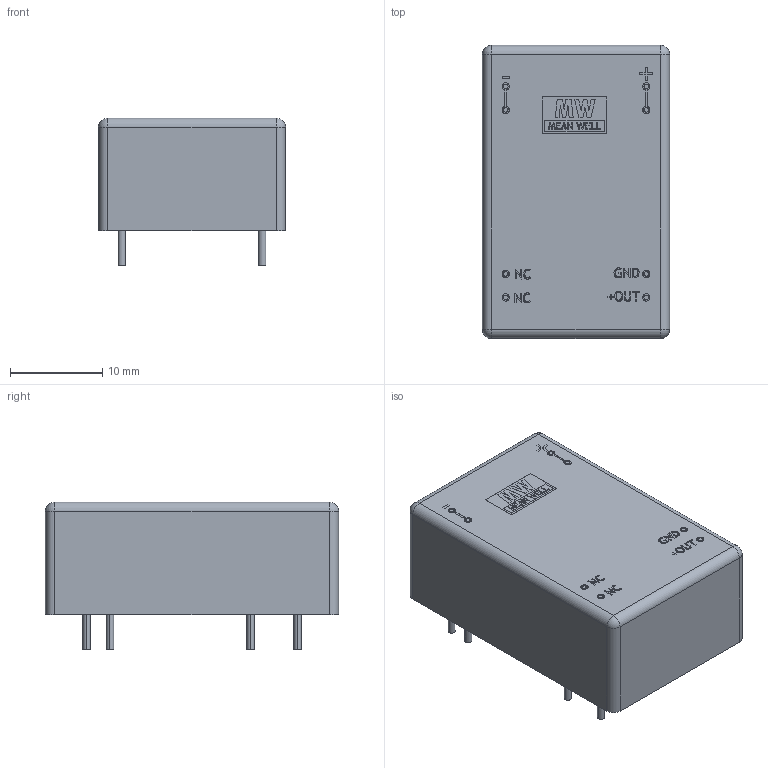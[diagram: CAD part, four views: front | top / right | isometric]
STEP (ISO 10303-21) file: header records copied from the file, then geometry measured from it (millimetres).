
FILE_DESCRIPTION (( 'STEP AP214' ), '1' );
FILE_NAME ('SCWN.STEP', '2019-07-04T14:17:27', ( '' ), ( '' ), 'SwSTEP 2.0', 'SolidWorks 2018', '' );
FILE_SCHEMA (( 'AUTOMOTIVE_DESIGN' ));
Length unit declared in the file: millimetre
Products named in the file (1): SCWN
Bounding box: 20.3 x 31.8 x 16.02 mm (x, y, z)
Volume: 7859 mm3; surface area: 2573.8 mm2
Topology: 1 solids, 1 shells, 373 faces, 955 edges, 630 vertices
Faces by surface type: plane 262, cylinder 60, bspline 47, sphere 4
Entity records: 17712 total; most frequent: CARTESIAN_POINT 4730, ORIENTED_EDGE 1902, DIRECTION 1631, EDGE_CURVE 951, VECTOR 737, LINE 737, VERTEX_POINT 630, AXIS2_PLACEMENT_3D 447
